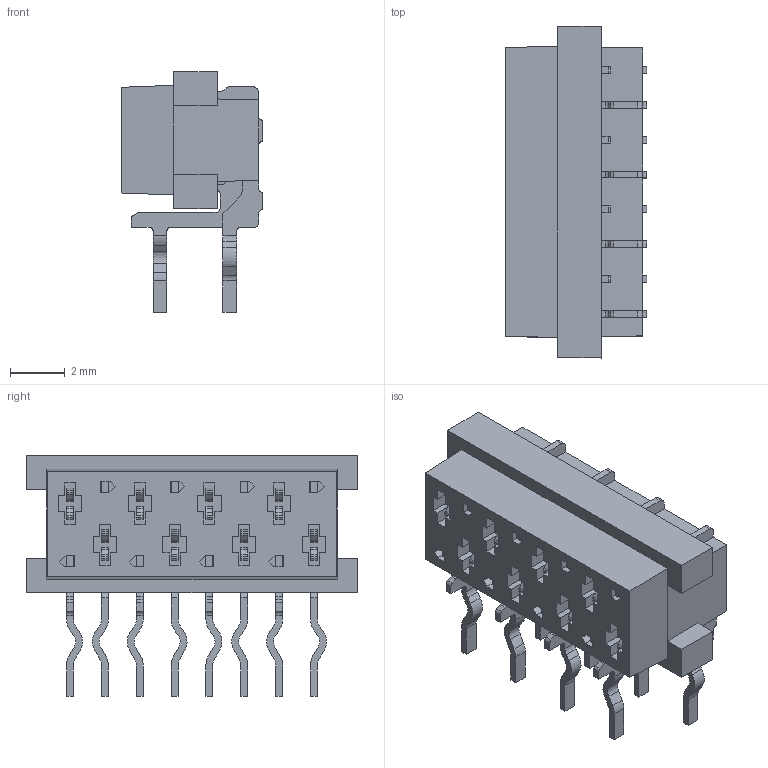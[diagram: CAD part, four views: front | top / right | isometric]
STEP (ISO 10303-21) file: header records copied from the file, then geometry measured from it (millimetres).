
FILE_DESCRIPTION(('FreeCAD Model'),'2;1');
FILE_NAME('parts/3DModels/Micromatch_Female_RA_8/micromatch_female_ra_8.step','2017-12-02T17:37:11',('kicad StepUp'),( 'ksu MCAD'),'Open CASCADE STEP processor 6.8','FreeCAD','Unknown');
FILE_SCHEMA(('AUTOMOTIVE_DESIGN_CC2 { 1 2 10303 214 -1 1 5 4 }'));
Length unit declared in the file: millimetre
Products named in the file (1): micromatch_female_ra_8
Bounding box: 5.15 x 12.09 x 8.78 mm (x, y, z)
Volume: 219.6 mm3; surface area: 440.3 mm2
Topology: 1 solids, 1 shells, 728 faces, 2054 edges, 1368 vertices
Faces by surface type: plane 548, cylinder 180
Entity records: 23407 total; most frequent: CARTESIAN_POINT 4151, ORIENTED_EDGE 4108, DIRECTION 3872, EDGE_CURVE 2054, LINE 1694, VECTOR 1694, VERTEX_POINT 1368, AXIS2_PLACEMENT_3D 1089
